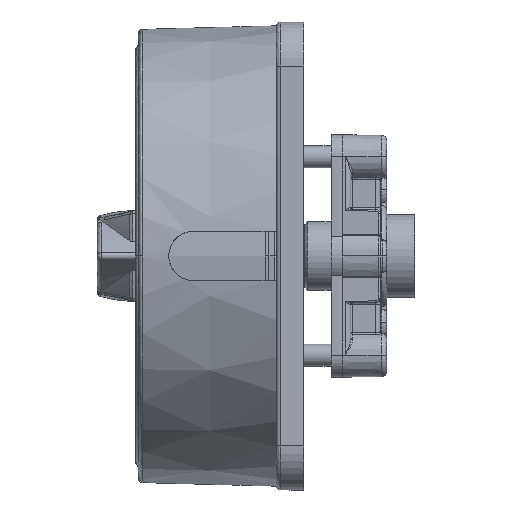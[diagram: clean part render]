
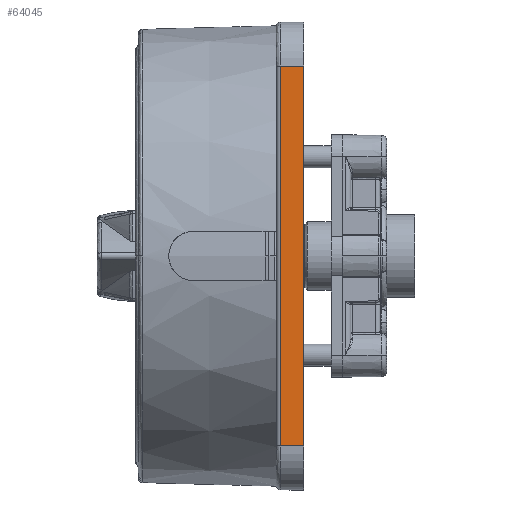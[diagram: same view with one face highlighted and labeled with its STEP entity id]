
A CAD part, left-side view. The second image highlights one B-rep face of the part: STEP entity #64045.
In plain terms, the highlighted planar face has unit normal (-1, 0, 0).
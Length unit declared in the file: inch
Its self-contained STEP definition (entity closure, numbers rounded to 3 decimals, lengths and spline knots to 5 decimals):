
#1610 = DIRECTION ( 'NONE',  ( 0., 1., 0. ) ) ;
#2544 = VECTOR ( 'NONE', #53562, 39.37008 ) ;
#3471 = DIRECTION ( 'NONE',  ( 0., 0., -1. ) ) ;
#7153 = EDGE_CURVE ( 'NONE', #51433, #65299, #43772, .T. ) ;
#9009 = VECTOR ( 'NONE', #1610, 39.37008 ) ;
#9477 = AXIS2_PLACEMENT_3D ( 'NONE', #37100, #16469, #47094 ) ;
#10953 = ORIENTED_EDGE ( 'NONE', *, *, #53347, .F. ) ;
#14239 = EDGE_LOOP ( 'NONE', ( #33612, #10953, #40502, #14691 ) ) ;
#14691 = ORIENTED_EDGE ( 'NONE', *, *, #44414, .F. ) ;
#16469 = DIRECTION ( 'NONE',  ( 1., 0., 0. ) ) ;
#18626 = VECTOR ( 'NONE', #3471, 39.37008 ) ;
#19297 = VECTOR ( 'NONE', #21344, 39.37008 ) ;
#21344 = DIRECTION ( 'NONE',  ( 0., 0., 1. ) ) ;
#24150 = CARTESIAN_POINT ( 'NONE',  ( -1.67323, 0.42717, 1.35827 ) ) ;
#28378 = CARTESIAN_POINT ( 'NONE',  ( -1.67323, 0.59252, 1.35827 ) ) ;
#30186 = LINE ( 'NONE', #33252, #2544 ) ;
#31969 = LINE ( 'NONE', #47299, #19297 ) ;
#32886 = LINE ( 'NONE', #36911, #9009 ) ;
#33252 = CARTESIAN_POINT ( 'NONE',  ( -1.67323, 0.62402, 1.35827 ) ) ;
#33612 = ORIENTED_EDGE ( 'NONE', *, *, #39488, .F. ) ;
#35805 = FACE_OUTER_BOUND ( 'NONE', #14239, .T. ) ;
#36911 = CARTESIAN_POINT ( 'NONE',  ( -1.67323, 0.62402, -1.35827 ) ) ;
#37100 = CARTESIAN_POINT ( 'NONE',  ( -1.67323, 0.62402, 1.35827 ) ) ;
#39488 = EDGE_CURVE ( 'NONE', #42240, #55378, #31969, .T. ) ;
#40502 = ORIENTED_EDGE ( 'NONE', *, *, #7153, .F. ) ;
#40821 = PLANE ( 'NONE',  #9477 ) ;
#42240 = VERTEX_POINT ( 'NONE', #56588 ) ;
#43772 = LINE ( 'NONE', #24150, #18626 ) ;
#44414 = EDGE_CURVE ( 'NONE', #55378, #51433, #30186, .T. ) ;
#47094 = DIRECTION ( 'NONE',  ( 0., 0., -1. ) ) ;
#47299 = CARTESIAN_POINT ( 'NONE',  ( -1.67323, 0.59252, -1.35827 ) ) ;
#51433 = VERTEX_POINT ( 'NONE', #57141 ) ;
#53347 = EDGE_CURVE ( 'NONE', #65299, #42240, #32886, .T. ) ;
#53562 = DIRECTION ( 'NONE',  ( 0., -1., 0. ) ) ;
#55378 = VERTEX_POINT ( 'NONE', #28378 ) ;
#56588 = CARTESIAN_POINT ( 'NONE',  ( -1.67323, 0.59252, -1.35827 ) ) ;
#57141 = CARTESIAN_POINT ( 'NONE',  ( -1.67323, 0.42717, 1.35827 ) ) ;
#61402 = CARTESIAN_POINT ( 'NONE',  ( -1.67323, 0.42717, -1.35827 ) ) ;
#64045 = ADVANCED_FACE ( 'Defeature ausgef�hrt1_104', ( #35805 ), #40821, .F. ) ;
#65299 = VERTEX_POINT ( 'NONE', #61402 ) ;
